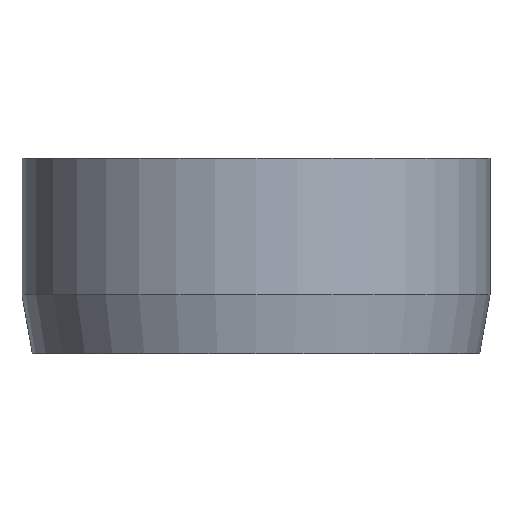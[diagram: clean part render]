
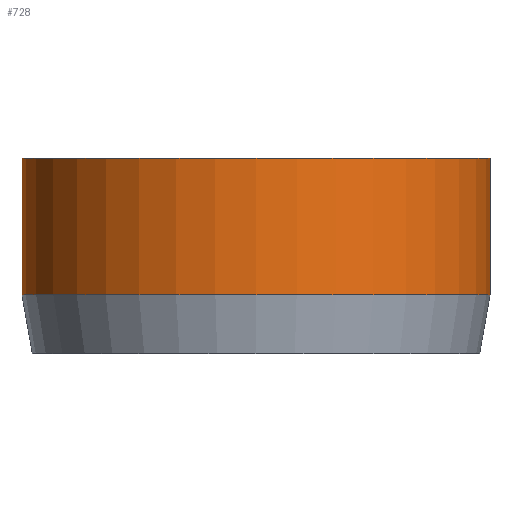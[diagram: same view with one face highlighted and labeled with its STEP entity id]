
A CAD part, front view. The second image highlights one B-rep face of the part: STEP entity #728.
In plain terms, the highlighted cylindrical face has radius 6 mm (diameter 12 mm), a partial arc.
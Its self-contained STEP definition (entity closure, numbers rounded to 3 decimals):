
#87 = DIRECTION ( 'NONE',  ( 0., 0., 1. ) ) ;
#122 = AXIS2_PLACEMENT_3D ( 'NONE', #430, #1019, #519 ) ;
#136 = VECTOR ( 'NONE', #698, 1000. ) ;
#159 = VERTEX_POINT ( 'NONE', #594 ) ;
#173 = VERTEX_POINT ( 'NONE', #689 ) ;
#209 = ORIENTED_EDGE ( 'NONE', *, *, #953, .F. ) ;
#213 = LINE ( 'NONE', #418, #458 ) ;
#219 = DIRECTION ( 'NONE',  ( 0., 0., -1. ) ) ;
#273 = EDGE_CURVE ( 'NONE', #911, #416, #213, .T. ) ;
#295 = CYLINDRICAL_SURFACE ( 'NONE', #903, 6. ) ;
#306 = CIRCLE ( 'NONE', #539, 6. ) ;
#335 = CARTESIAN_POINT ( 'NONE',  ( 6., 0., 5. ) ) ;
#345 = ORIENTED_EDGE ( 'NONE', *, *, #998, .T. ) ;
#416 = VERTEX_POINT ( 'NONE', #706 ) ;
#418 = CARTESIAN_POINT ( 'NONE',  ( -6., 0., 5. ) ) ;
#430 = CARTESIAN_POINT ( 'NONE',  ( 0., 0., 5. ) ) ;
#458 = VECTOR ( 'NONE', #765, 1000. ) ;
#519 = DIRECTION ( 'NONE',  ( 1., 0., 0. ) ) ;
#539 = AXIS2_PLACEMENT_3D ( 'NONE', #613, #87, #705 ) ;
#594 = CARTESIAN_POINT ( 'NONE',  ( 6., 0., 5. ) ) ;
#613 = CARTESIAN_POINT ( 'NONE',  ( 0., 0., 1.5 ) ) ;
#689 = CARTESIAN_POINT ( 'NONE',  ( 6., 0., 1.5 ) ) ;
#692 = CARTESIAN_POINT ( 'NONE',  ( -6., 0., 5. ) ) ;
#698 = DIRECTION ( 'NONE',  ( 0., 0., -1. ) ) ;
#705 = DIRECTION ( 'NONE',  ( 1., 0., 0. ) ) ;
#706 = CARTESIAN_POINT ( 'NONE',  ( -6., 0., 1.5 ) ) ;
#712 = EDGE_LOOP ( 'NONE', ( #209, #841, #1008, #345 ) ) ;
#728 = ADVANCED_FACE ( 'NONE', ( #1009 ), #295, .T. ) ;
#765 = DIRECTION ( 'NONE',  ( 0., 0., -1. ) ) ;
#828 = DIRECTION ( 'NONE',  ( -1., 0., 0. ) ) ;
#841 = ORIENTED_EDGE ( 'NONE', *, *, #909, .F. ) ;
#877 = CIRCLE ( 'NONE', #122, 6. ) ;
#903 = AXIS2_PLACEMENT_3D ( 'NONE', #1082, #219, #828 ) ;
#909 = EDGE_CURVE ( 'NONE', #911, #159, #877, .T. ) ;
#911 = VERTEX_POINT ( 'NONE', #692 ) ;
#953 = EDGE_CURVE ( 'NONE', #159, #173, #1076, .T. ) ;
#998 = EDGE_CURVE ( 'NONE', #416, #173, #306, .T. ) ;
#1008 = ORIENTED_EDGE ( 'NONE', *, *, #273, .T. ) ;
#1009 = FACE_OUTER_BOUND ( 'NONE', #712, .T. ) ;
#1019 = DIRECTION ( 'NONE',  ( 0., 0., 1. ) ) ;
#1076 = LINE ( 'NONE', #335, #136 ) ;
#1082 = CARTESIAN_POINT ( 'NONE',  ( 0., 0., 5. ) ) ;
